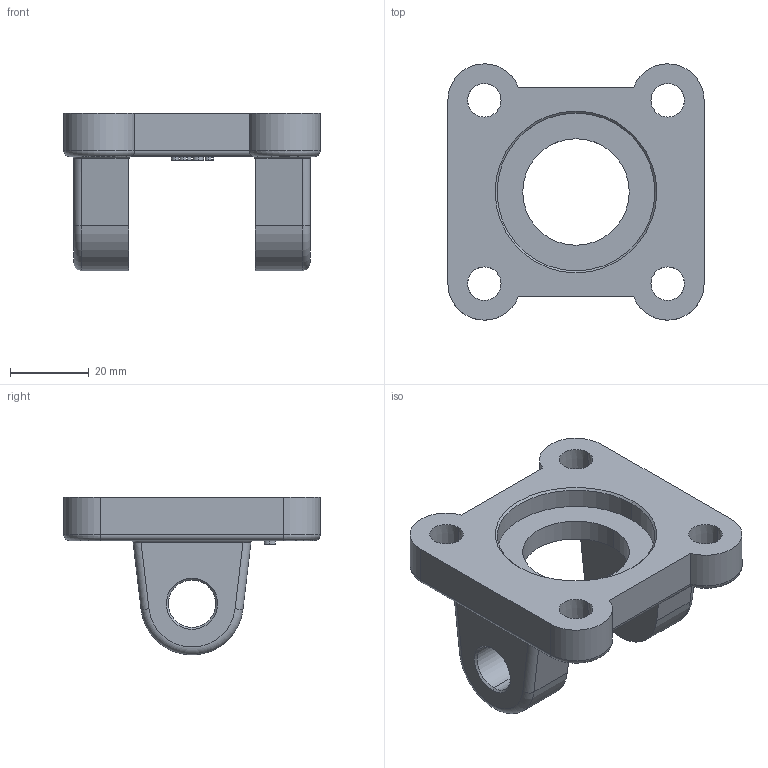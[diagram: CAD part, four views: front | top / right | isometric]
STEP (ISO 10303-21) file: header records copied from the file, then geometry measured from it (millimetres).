
FILE_DESCRIPTION (( 'STEP AP214' ), '1' );
FILE_NAME ('RD001502_IC.STEP', '2018-09-10T07:00:14', ( '' ), ( '' ), 'SwSTEP 2.0', 'SolidWorks 2018', '' );
FILE_SCHEMA (( 'AUTOMOTIVE_DESIGN' ));
Length unit declared in the file: millimetre
Products named in the file (1): RD001502_IC
Bounding box: 65 x 65 x 39.95 mm (x, y, z)
Volume: 45094.8 mm3; surface area: 15366.4 mm2
Topology: 1 solids, 1 shells, 133 faces, 334 edges, 214 vertices
Faces by surface type: plane 47, bspline 41, cylinder 25, cone 14, torus 6
Entity records: 6048 total; most frequent: CARTESIAN_POINT 3049, ORIENTED_EDGE 668, DIRECTION 496, EDGE_CURVE 334, VERTEX_POINT 214, VECTOR 170, LINE 170, AXIS2_PLACEMENT_3D 163
